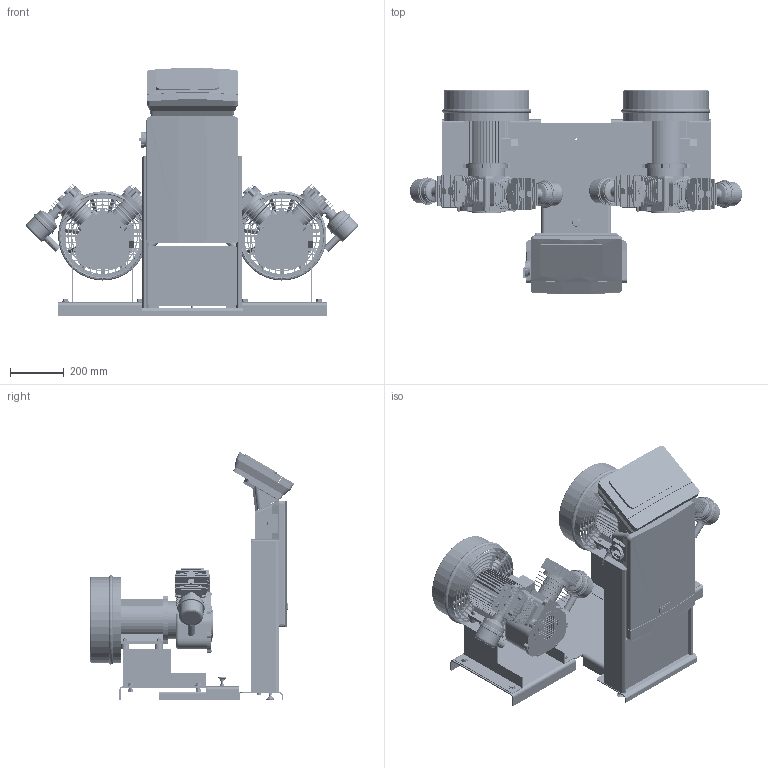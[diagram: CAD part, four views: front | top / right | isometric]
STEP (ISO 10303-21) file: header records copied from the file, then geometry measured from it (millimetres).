
FILE_DESCRIPTION((''),'2;1');
FILE_NAME('3d_ReflexomatRS580_2-8886100.stp','2014-02-28T07:22:18',(''),(''),'Mechanical Desktop 2011','Mechanical Desktop 2011',', , ');
FILE_SCHEMA(('CONFIG_CONTROL_DESIGN'));
Length unit declared in the file: millimetre
Products named in the file (1): Product
Bounding box: 1232.24 x 757.9 x 919.9 mm (x, y, z)
Volume: 53715961.5 mm3; surface area: 6816960.2 mm2
Topology: 130 solids, 130 shells, 8174 faces, 21396 edges, 14067 vertices
Faces by surface type: plane 3780, bspline 2462, cylinder 1550, torus 254, cone 126, sphere 2
Entity records: 270947 total; most frequent: CARTESIAN_POINT 70600, ORIENTED_EDGE 42792, DIRECTION 38555, EDGE_CURVE 21396, VECTOR 14761, LINE 14761, VERTEX_POINT 14067, AXIS2_PLACEMENT_3D 11897
